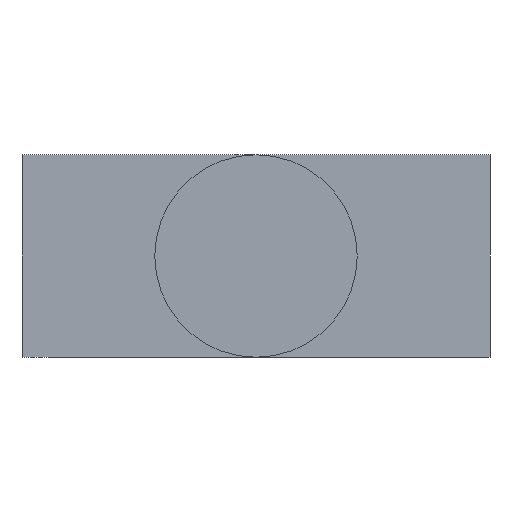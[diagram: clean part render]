
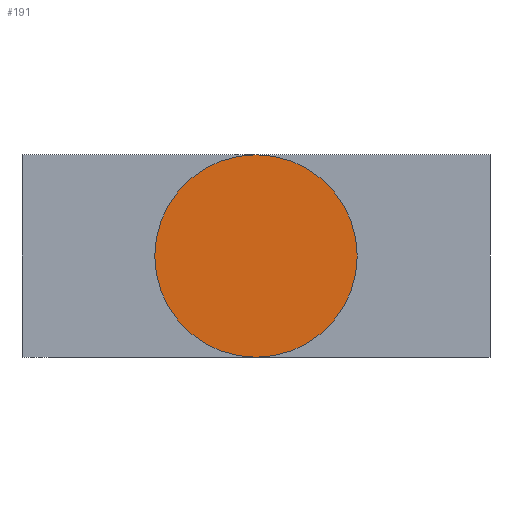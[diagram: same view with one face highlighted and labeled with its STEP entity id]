
A CAD part, left-side view. The second image highlights one B-rep face of the part: STEP entity #191.
In plain terms, the highlighted planar face has unit normal (-1, 0, 0).
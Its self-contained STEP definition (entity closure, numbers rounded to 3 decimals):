
#19=PLANE('',#225);
#32=FACE_OUTER_BOUND('',#45,.T.);
#45=EDGE_LOOP('',(#150));
#93=CIRCLE('',#222,4.);
#100=VERTEX_POINT('',#308);
#117=EDGE_CURVE('',#100,#100,#93,.T.);
#150=ORIENTED_EDGE('',*,*,#117,.T.);
#191=ADVANCED_FACE('',(#32),#19,.T.);
#222=AXIS2_PLACEMENT_3D('',#309,#255,#256);
#225=AXIS2_PLACEMENT_3D('',#315,#262,#263);
#255=DIRECTION('center_axis',(-1.,0.,0.));
#256=DIRECTION('ref_axis',(0.,0.,1.));
#262=DIRECTION('center_axis',(-1.,0.,0.));
#263=DIRECTION('ref_axis',(0.,0.,1.));
#308=CARTESIAN_POINT('',(-22.,0.,-4.));
#309=CARTESIAN_POINT('Origin',(-22.,0.,0.));
#315=CARTESIAN_POINT('Origin',(-22.,0.,0.));
